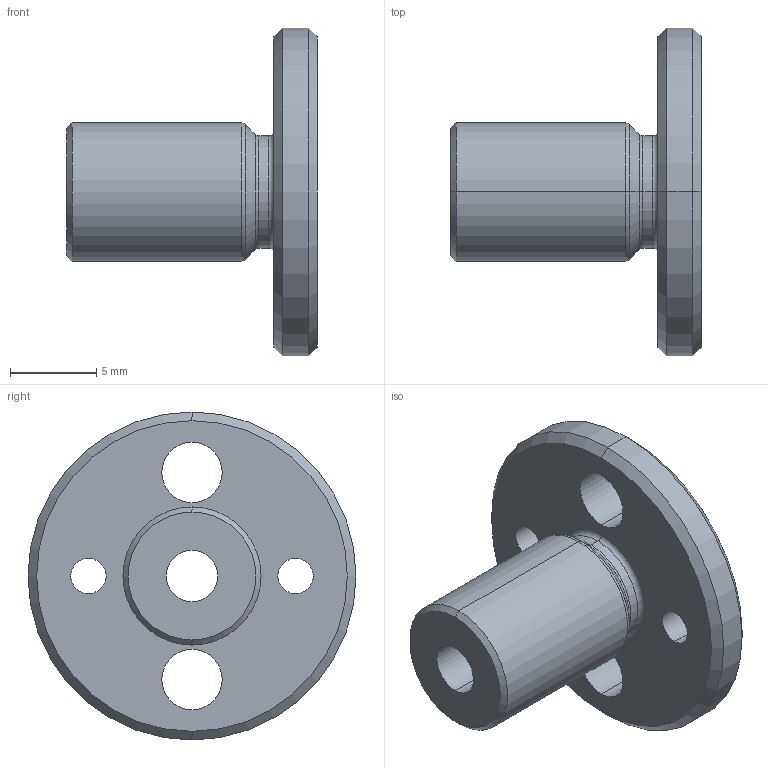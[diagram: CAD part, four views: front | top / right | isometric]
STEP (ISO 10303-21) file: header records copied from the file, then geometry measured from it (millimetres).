
FILE_DESCRIPTION (( 'STEP AP203' ), '1' );
FILE_NAME ('TA00-12-00-0002膝关节销轴锁紧螺钉.step', '2025-06-04T07:56:01', ( '' ), ( 'HP' ), 'SwSTEP 2.0', 'SolidWorks 2023', '' );
FILE_SCHEMA (( 'CONFIG_CONTROL_DESIGN' ));
Length unit declared in the file: millimetre
Products named in the file (1): TA00-12-00-0002膝关节销轴锁紧螺钉
Bounding box: 14.5 x 19 x 19 mm (x, y, z)
Volume: 1105.8 mm3; surface area: 1150.2 mm2
Topology: 1 solids, 1 shells, 33 faces, 74 edges, 44 vertices
Faces by surface type: cylinder 16, cone 8, torus 6, plane 3
Entity records: 1027 total; most frequent: DIRECTION 192, CARTESIAN_POINT 152, ORIENTED_EDGE 148, AXIS2_PLACEMENT_3D 84, EDGE_CURVE 74, CIRCLE 50, EDGE_LOOP 44, VERTEX_POINT 44
